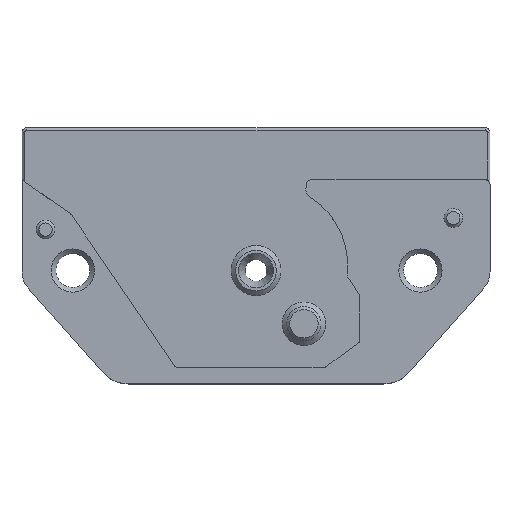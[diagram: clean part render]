
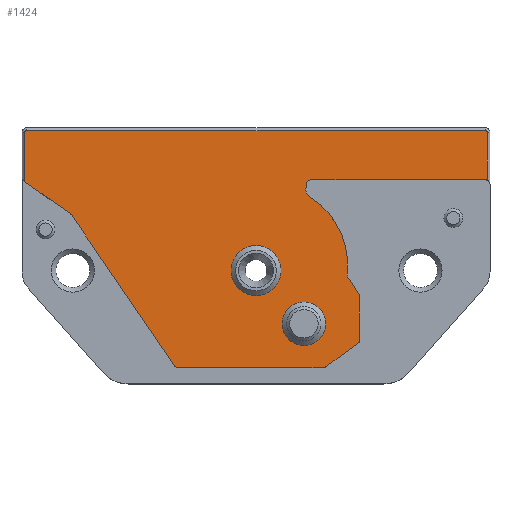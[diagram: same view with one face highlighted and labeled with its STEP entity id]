
A CAD part, top view. The second image highlights one B-rep face of the part: STEP entity #1424.
In plain terms, the highlighted planar face has unit normal (0, 0, 1).
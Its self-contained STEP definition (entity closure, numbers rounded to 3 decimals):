
#26=FACE_BOUND('',#276,.T.);
#27=FACE_BOUND('',#277,.T.);
#84=CIRCLE('',#1504,1.);
#102=CIRCLE('',#1524,8.385);
#103=CIRCLE('',#1526,1.);
#113=CIRCLE('',#1551,0.2);
#115=CIRCLE('',#1555,0.2);
#119=CIRCLE('',#1574,0.5);
#120=CIRCLE('',#1577,0.5);
#121=CIRCLE('',#1579,0.5);
#122=CIRCLE('',#1580,0.5);
#123=CIRCLE('',#1581,0.5);
#124=CIRCLE('',#1582,0.5);
#125=CIRCLE('',#1583,2.659);
#126=CIRCLE('',#1584,2.316);
#186=FACE_OUTER_BOUND('',#275,.T.);
#275=EDGE_LOOP('',(#1146,#1147,#1148,#1149,#1150,#1151,#1152,#1153,#1154,
#1155,#1156,#1157,#1158,#1159,#1160,#1161,#1162,#1163,#1164,#1165,#1166,
#1167));
#276=EDGE_LOOP('',(#1168));
#277=EDGE_LOOP('',(#1169));
#365=LINE('',#2258,#498);
#366=LINE('',#2261,#499);
#374=LINE('',#2289,#507);
#377=LINE('',#2300,#510);
#381=LINE('',#2312,#514);
#401=LINE('',#2370,#534);
#403=LINE('',#2376,#536);
#404=LINE('',#2378,#537);
#405=LINE('',#2382,#538);
#406=LINE('',#2384,#539);
#407=LINE('',#2389,#540);
#498=VECTOR('',#1805,10.);
#499=VECTOR('',#1808,10.);
#507=VECTOR('',#1840,10.);
#510=VECTOR('',#1851,10.);
#514=VECTOR('',#1863,10.);
#534=VECTOR('',#1921,10.);
#536=VECTOR('',#1929,10.);
#537=VECTOR('',#1930,10.);
#538=VECTOR('',#1933,10.);
#539=VECTOR('',#1934,10.);
#540=VECTOR('',#1939,10.);
#609=VERTEX_POINT('',#2166);
#610=VERTEX_POINT('',#2168);
#640=VERTEX_POINT('',#2232);
#641=VERTEX_POINT('',#2236);
#646=VERTEX_POINT('',#2256);
#647=VERTEX_POINT('',#2260);
#653=VERTEX_POINT('',#2283);
#655=VERTEX_POINT('',#2287);
#657=VERTEX_POINT('',#2293);
#659=VERTEX_POINT('',#2298);
#661=VERTEX_POINT('',#2305);
#663=VERTEX_POINT('',#2310);
#680=VERTEX_POINT('',#2362);
#681=VERTEX_POINT('',#2364);
#682=VERTEX_POINT('',#2368);
#683=VERTEX_POINT('',#2372);
#684=VERTEX_POINT('',#2377);
#685=VERTEX_POINT('',#2379);
#686=VERTEX_POINT('',#2381);
#687=VERTEX_POINT('',#2383);
#688=VERTEX_POINT('',#2386);
#689=VERTEX_POINT('',#2388);
#690=VERTEX_POINT('',#2391);
#691=VERTEX_POINT('',#2393);
#752=EDGE_CURVE('',#609,#610,#84,.F.);
#784=EDGE_CURVE('',#610,#640,#102,.T.);
#786=EDGE_CURVE('',#640,#641,#103,.F.);
#797=EDGE_CURVE('',#609,#646,#365,.T.);
#798=EDGE_CURVE('',#647,#641,#366,.T.);
#811=EDGE_CURVE('',#655,#653,#374,.T.);
#814=EDGE_CURVE('',#657,#655,#113,.T.);
#816=EDGE_CURVE('',#659,#657,#377,.T.);
#820=EDGE_CURVE('',#661,#659,#115,.T.);
#822=EDGE_CURVE('',#663,#661,#381,.T.);
#848=EDGE_CURVE('',#680,#681,#119,.F.);
#851=EDGE_CURVE('',#680,#682,#401,.T.);
#852=EDGE_CURVE('',#682,#683,#120,.T.);
#854=EDGE_CURVE('',#663,#681,#403,.T.);
#855=EDGE_CURVE('',#683,#684,#404,.T.);
#856=EDGE_CURVE('',#684,#685,#121,.T.);
#857=EDGE_CURVE('',#685,#686,#405,.T.);
#858=EDGE_CURVE('',#686,#687,#406,.T.);
#859=EDGE_CURVE('',#687,#647,#122,.T.);
#860=EDGE_CURVE('',#688,#646,#123,.F.);
#861=EDGE_CURVE('',#688,#689,#407,.T.);
#862=EDGE_CURVE('',#653,#689,#124,.F.);
#863=EDGE_CURVE('',#690,#690,#125,.T.);
#864=EDGE_CURVE('',#691,#691,#126,.T.);
#1146=ORIENTED_EDGE('',*,*,#822,.F.);
#1147=ORIENTED_EDGE('',*,*,#854,.T.);
#1148=ORIENTED_EDGE('',*,*,#848,.F.);
#1149=ORIENTED_EDGE('',*,*,#851,.T.);
#1150=ORIENTED_EDGE('',*,*,#852,.T.);
#1151=ORIENTED_EDGE('',*,*,#855,.T.);
#1152=ORIENTED_EDGE('',*,*,#856,.T.);
#1153=ORIENTED_EDGE('',*,*,#857,.T.);
#1154=ORIENTED_EDGE('',*,*,#858,.T.);
#1155=ORIENTED_EDGE('',*,*,#859,.T.);
#1156=ORIENTED_EDGE('',*,*,#798,.T.);
#1157=ORIENTED_EDGE('',*,*,#786,.F.);
#1158=ORIENTED_EDGE('',*,*,#784,.F.);
#1159=ORIENTED_EDGE('',*,*,#752,.F.);
#1160=ORIENTED_EDGE('',*,*,#797,.T.);
#1161=ORIENTED_EDGE('',*,*,#860,.F.);
#1162=ORIENTED_EDGE('',*,*,#861,.T.);
#1163=ORIENTED_EDGE('',*,*,#862,.F.);
#1164=ORIENTED_EDGE('',*,*,#811,.F.);
#1165=ORIENTED_EDGE('',*,*,#814,.F.);
#1166=ORIENTED_EDGE('',*,*,#816,.F.);
#1167=ORIENTED_EDGE('',*,*,#820,.F.);
#1168=ORIENTED_EDGE('',*,*,#863,.F.);
#1169=ORIENTED_EDGE('',*,*,#864,.F.);
#1359=PLANE('',#1578);
#1424=ADVANCED_FACE('',(#186,#26,#27),#1359,.T.);
#1504=AXIS2_PLACEMENT_3D('',#2169,#1720,#1721);
#1524=AXIS2_PLACEMENT_3D('',#2233,#1774,#1775);
#1526=AXIS2_PLACEMENT_3D('',#2237,#1779,#1780);
#1551=AXIS2_PLACEMENT_3D('',#2295,#1846,#1847);
#1555=AXIS2_PLACEMENT_3D('',#2307,#1858,#1859);
#1574=AXIS2_PLACEMENT_3D('',#2365,#1915,#1916);
#1577=AXIS2_PLACEMENT_3D('',#2373,#1924,#1925);
#1578=AXIS2_PLACEMENT_3D('',#2375,#1927,#1928);
#1579=AXIS2_PLACEMENT_3D('',#2380,#1931,#1932);
#1580=AXIS2_PLACEMENT_3D('',#2385,#1935,#1936);
#1581=AXIS2_PLACEMENT_3D('',#2387,#1937,#1938);
#1582=AXIS2_PLACEMENT_3D('',#2390,#1940,#1941);
#1583=AXIS2_PLACEMENT_3D('',#2392,#1942,#1943);
#1584=AXIS2_PLACEMENT_3D('',#2394,#1944,#1945);
#1720=DIRECTION('center_axis',(0.,0.,-1.));
#1721=DIRECTION('ref_axis',(-0.892,-0.452,0.));
#1774=DIRECTION('center_axis',(0.,0.,-1.));
#1775=DIRECTION('ref_axis',(0.99,-0.143,0.));
#1779=DIRECTION('center_axis',(0.,0.,-1.));
#1780=DIRECTION('ref_axis',(-0.971,-0.241,0.));
#1805=DIRECTION('',(0.077,0.997,0.));
#1808=DIRECTION('',(-0.555,0.832,0.));
#1840=DIRECTION('',(0.,-1.,0.));
#1846=DIRECTION('center_axis',(0.,0.,-1.));
#1847=DIRECTION('ref_axis',(0.707,0.707,0.));
#1851=DIRECTION('',(1.,0.,0.));
#1858=DIRECTION('center_axis',(0.,0.,-1.));
#1859=DIRECTION('ref_axis',(-0.707,0.707,0.));
#1863=DIRECTION('',(0.,1.,0.));
#1915=DIRECTION('center_axis',(0.,0.,-1.));
#1916=DIRECTION('ref_axis',(0.712,0.702,0.));
#1921=DIRECTION('',(0.564,-0.826,0.));
#1924=DIRECTION('center_axis',(0.,0.,1.));
#1925=DIRECTION('ref_axis',(-0.467,-0.884,0.));
#1927=DIRECTION('center_axis',(0.,0.,1.));
#1928=DIRECTION('ref_axis',(-1.,0.,0.));
#1929=DIRECTION('',(0.818,-0.575,0.));
#1930=DIRECTION('',(1.,0.,0.));
#1931=DIRECTION('center_axis',(0.,0.,1.));
#1932=DIRECTION('ref_axis',(0.312,-0.95,0.));
#1933=DIRECTION('',(0.806,0.592,0.));
#1934=DIRECTION('',(0.,1.,0.));
#1935=DIRECTION('center_axis',(0.,0.,1.));
#1936=DIRECTION('ref_axis',(0.957,0.29,0.));
#1937=DIRECTION('center_axis',(0.,0.,-1.));
#1938=DIRECTION('ref_axis',(-0.679,0.734,0.));
#1939=DIRECTION('',(1.,0.,0.));
#1940=DIRECTION('center_axis',(0.,0.,-1.));
#1941=DIRECTION('ref_axis',(0.707,0.707,0.));
#1942=DIRECTION('center_axis',(0.,0.,1.));
#1943=DIRECTION('ref_axis',(-1.,0.,0.));
#1944=DIRECTION('center_axis',(0.,0.,1.));
#1945=DIRECTION('ref_axis',(-1.,0.,0.));
#2166=CARTESIAN_POINT('',(7.313,66.13,77.327));
#2168=CARTESIAN_POINT('',(7.782,65.203,77.327));
#2169=CARTESIAN_POINT('Origin',(8.31,66.053,77.327));
#2232=CARTESIAN_POINT('',(11.702,57.231,77.327));
#2233=CARTESIAN_POINT('Origin',(3.36,58.079,77.327));
#2236=CARTESIAN_POINT('',(11.865,56.575,77.327));
#2237=CARTESIAN_POINT('Origin',(12.697,57.13,77.327));
#2256=CARTESIAN_POINT('',(7.35,66.615,77.327));
#2258=CARTESIAN_POINT('',(7.058,62.844,77.327));
#2260=CARTESIAN_POINT('',(12.916,54.999,77.327));
#2261=CARTESIAN_POINT('',(7.82,62.642,77.327));
#2283=CARTESIAN_POINT('',(26.602,67.035,77.327));
#2287=CARTESIAN_POINT('',(26.602,72.108,77.327));
#2289=CARTESIAN_POINT('',(26.602,58.125,77.327));
#2293=CARTESIAN_POINT('',(26.402,72.308,77.327));
#2295=CARTESIAN_POINT('Origin',(26.402,72.108,77.327));
#2298=CARTESIAN_POINT('',(-22.399,72.308,77.327));
#2300=CARTESIAN_POINT('',(14.452,72.308,77.327));
#2305=CARTESIAN_POINT('',(-22.599,72.108,77.327));
#2307=CARTESIAN_POINT('Origin',(-22.399,72.108,77.327));
#2310=CARTESIAN_POINT('',(-22.599,66.872,77.327));
#2312=CARTESIAN_POINT('',(-22.599,65.794,77.327));
#2362=CARTESIAN_POINT('',(-17.632,63.344,77.327));
#2364=CARTESIAN_POINT('',(-17.758,63.471,77.327));
#2365=CARTESIAN_POINT('Origin',(-18.045,63.062,77.327));
#2368=CARTESIAN_POINT('',(-6.689,47.305,77.327));
#2370=CARTESIAN_POINT('',(-7.952,49.156,77.327));
#2372=CARTESIAN_POINT('',(-6.276,47.087,77.327));
#2373=CARTESIAN_POINT('Origin',(-6.276,47.587,77.327));
#2375=CARTESIAN_POINT('Origin',(2.001,58.979,77.327));
#2376=CARTESIAN_POINT('',(-10.049,58.056,77.327));
#2377=CARTESIAN_POINT('',(9.138,47.087,77.327));
#2378=CARTESIAN_POINT('',(5.652,47.087,77.327));
#2379=CARTESIAN_POINT('',(9.434,47.184,77.327));
#2380=CARTESIAN_POINT('Origin',(9.138,47.587,77.327));
#2381=CARTESIAN_POINT('',(13.,49.805,77.327));
#2382=CARTESIAN_POINT('',(11.618,48.789,77.327));
#2383=CARTESIAN_POINT('',(13.,54.722,77.327));
#2384=CARTESIAN_POINT('',(13.,56.926,77.327));
#2385=CARTESIAN_POINT('Origin',(12.5,54.722,77.327));
#2386=CARTESIAN_POINT('',(7.849,67.077,77.327));
#2387=CARTESIAN_POINT('Origin',(7.849,66.577,77.327));
#2388=CARTESIAN_POINT('',(26.402,67.077,77.327));
#2389=CARTESIAN_POINT('',(14.452,67.077,77.327));
#2390=CARTESIAN_POINT('Origin',(26.402,66.577,77.327));
#2391=CARTESIAN_POINT('',(4.66,57.425,77.327));
#2392=CARTESIAN_POINT('Origin',(2.001,57.425,77.327));
#2393=CARTESIAN_POINT('',(9.414,51.762,77.327));
#2394=CARTESIAN_POINT('Origin',(7.098,51.762,77.327));
